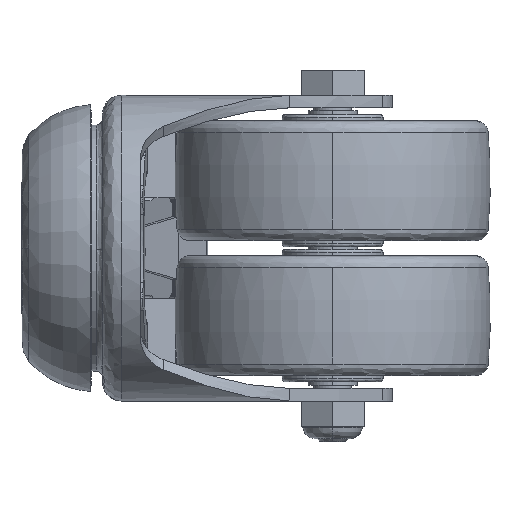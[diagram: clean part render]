
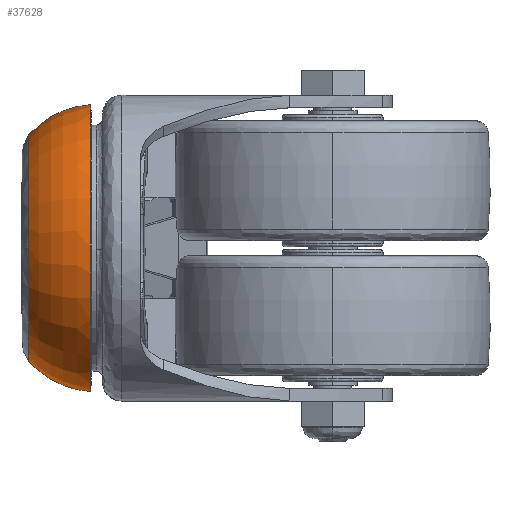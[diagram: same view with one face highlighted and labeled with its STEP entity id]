
A CAD part, left-side view. The second image highlights one B-rep face of the part: STEP entity #37628.
In plain terms, the highlighted toroidal (fillet/blend) face has major radius 8.769 mm and minor radius 14 mm.
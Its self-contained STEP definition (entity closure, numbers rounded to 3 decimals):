
#103 = DIRECTION ( 'NONE',  ( -0.998, 0., -0.063 ) ) ;
#1129 = CARTESIAN_POINT ( 'NONE',  ( 0., -9.671, 8.769 ) ) ;
#2222 = CIRCLE ( 'NONE', #41310, 14. ) ;
#2499 = ORIENTED_EDGE ( 'NONE', *, *, #19183, .T. ) ;
#3048 = DIRECTION ( 'NONE',  ( 1., 0., 0. ) ) ;
#4334 = CARTESIAN_POINT ( 'NONE',  ( 0., 0.897, 0. ) ) ;
#4577 = DIRECTION ( 'NONE',  ( 0., 0., 1. ) ) ;
#4718 = DIRECTION ( 'NONE',  ( -1., 0., 0. ) ) ;
#5446 = AXIS2_PLACEMENT_3D ( 'NONE', #6339, #30423, #30728 ) ;
#5895 = CARTESIAN_POINT ( 'NONE',  ( 0., 0.897, 17.952 ) ) ;
#6339 = CARTESIAN_POINT ( 'NONE',  ( 0., 0.897, 0. ) ) ;
#7200 = AXIS2_PLACEMENT_3D ( 'NONE', #13244, #10013, #103 ) ;
#7823 = CIRCLE ( 'NONE', #10867, 17.952 ) ;
#9206 = ORIENTED_EDGE ( 'NONE', *, *, #37337, .T. ) ;
#10013 = DIRECTION ( 'NONE',  ( 0., 1., 0. ) ) ;
#10671 = ORIENTED_EDGE ( 'NONE', *, *, #34821, .T. ) ;
#10867 = AXIS2_PLACEMENT_3D ( 'NONE', #4334, #42118, #14301 ) ;
#11945 = CARTESIAN_POINT ( 'NONE',  ( 0., -8.888, -22.747 ) ) ;
#12178 = AXIS2_PLACEMENT_3D ( 'NONE', #1129, #4718, #4577 ) ;
#13244 = CARTESIAN_POINT ( 'NONE',  ( 0., -8.888, 0. ) ) ;
#14301 = DIRECTION ( 'NONE',  ( -0.998, 0., -0.063 ) ) ;
#14478 = VERTEX_POINT ( 'NONE', #31354 ) ;
#14867 = EDGE_CURVE ( 'NONE', #30095, #14478, #7823, .T. ) ;
#16549 = CARTESIAN_POINT ( 'NONE',  ( 0., -9.671, -8.769 ) ) ;
#18820 = ORIENTED_EDGE ( 'NONE', *, *, #14867, .T. ) ;
#19183 = EDGE_CURVE ( 'NONE', #20649, #23758, #35679, .T. ) ;
#20649 = VERTEX_POINT ( 'NONE', #11945 ) ;
#21077 = CARTESIAN_POINT ( 'NONE',  ( 0., -8.888, 22.747 ) ) ;
#23578 = CIRCLE ( 'NONE', #12178, 14. ) ;
#23595 = DIRECTION ( 'NONE',  ( 0., 0., -1. ) ) ;
#23758 = VERTEX_POINT ( 'NONE', #21077 ) ;
#25066 = DIRECTION ( 'NONE',  ( 0., 1., 0. ) ) ;
#26212 = EDGE_LOOP ( 'NONE', ( #44481, #2499, #10671, #9206, #18820 ) ) ;
#27251 = VERTEX_POINT ( 'NONE', #5895 ) ;
#28105 = DIRECTION ( 'NONE',  ( 0., 0., 1. ) ) ;
#28835 = TOROIDAL_SURFACE ( 'NONE', #37630, 8.769, 14. ) ;
#30095 = VERTEX_POINT ( 'NONE', #36714 ) ;
#30423 = DIRECTION ( 'NONE',  ( 0., -1., 0. ) ) ;
#30728 = DIRECTION ( 'NONE',  ( -0.998, 0., -0.063 ) ) ;
#30991 = EDGE_CURVE ( 'NONE', #20649, #14478, #2222, .T. ) ;
#31354 = CARTESIAN_POINT ( 'NONE',  ( 0., 0.897, -17.952 ) ) ;
#32047 = CARTESIAN_POINT ( 'NONE',  ( 0., -9.671, 0. ) ) ;
#34821 = EDGE_CURVE ( 'NONE', #23758, #27251, #23578, .T. ) ;
#35679 = CIRCLE ( 'NONE', #7200, 22.747 ) ;
#36714 = CARTESIAN_POINT ( 'NONE',  ( -17.952, 0.897, 0. ) ) ;
#37004 = CIRCLE ( 'NONE', #5446, 17.952 ) ;
#37337 = EDGE_CURVE ( 'NONE', #27251, #30095, #37004, .T. ) ;
#37628 = ADVANCED_FACE ( 'NONE', ( #43955 ), #28835, .T. ) ;
#37630 = AXIS2_PLACEMENT_3D ( 'NONE', #32047, #25066, #28105 ) ;
#41310 = AXIS2_PLACEMENT_3D ( 'NONE', #16549, #3048, #23595 ) ;
#42118 = DIRECTION ( 'NONE',  ( 0., -1., 0. ) ) ;
#43955 = FACE_OUTER_BOUND ( 'NONE', #26212, .T. ) ;
#44481 = ORIENTED_EDGE ( 'NONE', *, *, #30991, .F. ) ;
